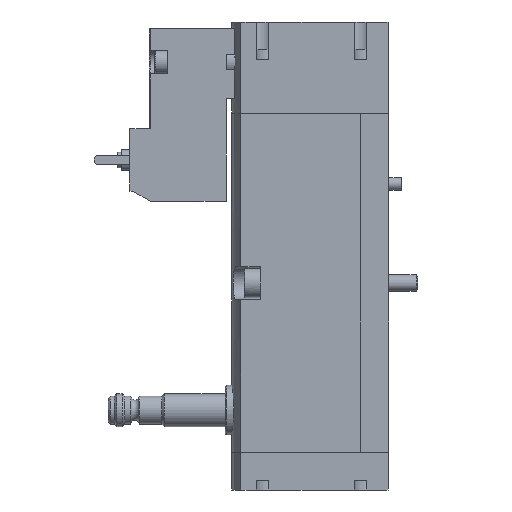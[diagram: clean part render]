
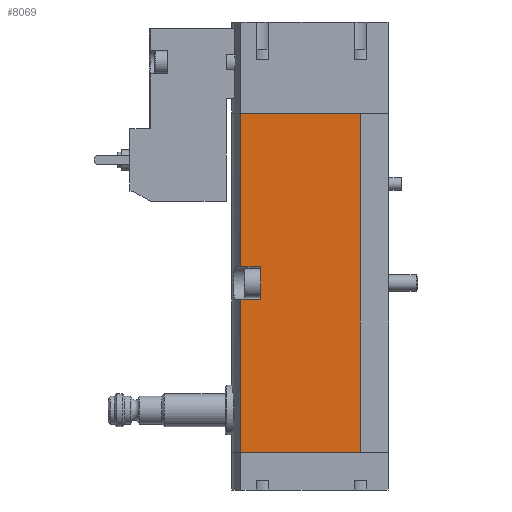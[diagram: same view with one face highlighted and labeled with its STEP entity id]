
A CAD part, left-side view. The second image highlights one B-rep face of the part: STEP entity #8069.
In plain terms, the highlighted planar face has unit normal (-1, 0, 0).
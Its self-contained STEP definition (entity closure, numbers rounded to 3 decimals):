
#108=LINE('',#11242,#575);
#109=LINE('',#11256,#576);
#144=LINE('',#11381,#611);
#145=LINE('',#11383,#612);
#146=LINE('',#11385,#613);
#147=LINE('',#11386,#614);
#148=LINE('',#11388,#615);
#149=LINE('',#11390,#616);
#150=LINE('',#11392,#617);
#151=LINE('',#11394,#618);
#575=VECTOR('',#9374,1000.);
#576=VECTOR('',#9379,1000.);
#611=VECTOR('',#9454,1000.);
#612=VECTOR('',#9455,1000.);
#613=VECTOR('',#9456,1000.);
#614=VECTOR('',#9457,1000.);
#615=VECTOR('',#9458,1000.);
#616=VECTOR('',#9459,1000.);
#617=VECTOR('',#9460,1000.);
#618=VECTOR('',#9461,1000.);
#1380=ORIENTED_EDGE('',*,*,#2967,.T.);
#1381=ORIENTED_EDGE('',*,*,#3024,.T.);
#1382=ORIENTED_EDGE('',*,*,#3025,.F.);
#1383=ORIENTED_EDGE('',*,*,#3026,.F.);
#1384=ORIENTED_EDGE('',*,*,#2971,.T.);
#1385=ORIENTED_EDGE('',*,*,#3027,.F.);
#1386=ORIENTED_EDGE('',*,*,#3028,.F.);
#1387=ORIENTED_EDGE('',*,*,#3029,.F.);
#1388=ORIENTED_EDGE('',*,*,#3030,.F.);
#1389=ORIENTED_EDGE('',*,*,#3031,.F.);
#2967=EDGE_CURVE('',#3792,#3791,#108,.T.);
#2971=EDGE_CURVE('',#3796,#3795,#109,.T.);
#3024=EDGE_CURVE('',#3791,#3840,#144,.T.);
#3025=EDGE_CURVE('',#3841,#3840,#145,.T.);
#3026=EDGE_CURVE('',#3796,#3841,#146,.T.);
#3027=EDGE_CURVE('',#3842,#3795,#147,.T.);
#3028=EDGE_CURVE('',#3843,#3842,#148,.T.);
#3029=EDGE_CURVE('',#3844,#3843,#149,.T.);
#3030=EDGE_CURVE('',#3845,#3844,#150,.T.);
#3031=EDGE_CURVE('',#3792,#3845,#151,.T.);
#3791=VERTEX_POINT('',#11241);
#3792=VERTEX_POINT('',#11243);
#3795=VERTEX_POINT('',#11255);
#3796=VERTEX_POINT('',#11257);
#3840=VERTEX_POINT('',#11382);
#3841=VERTEX_POINT('',#11384);
#3842=VERTEX_POINT('',#11387);
#3843=VERTEX_POINT('',#11389);
#3844=VERTEX_POINT('',#11391);
#3845=VERTEX_POINT('',#11393);
#4579=EDGE_LOOP('',(#1380,#1381,#1382,#1383,#1384,#1385,#1386,#1387,#1388,
#1389));
#5022=FACE_BOUND('',#4579,.T.);
#5449=PLANE('',#8550);
#8069=ADVANCED_FACE('',(#5022),#5449,.F.);
#8550=AXIS2_PLACEMENT_3D('',#11380,#9452,#9453);
#9374=DIRECTION('',(0.,0.,-1.));
#9379=DIRECTION('',(0.,0.,-1.));
#9452=DIRECTION('',(1.,0.,0.));
#9453=DIRECTION('',(0.,0.,-1.));
#9454=DIRECTION('',(0.,-1.,0.));
#9455=DIRECTION('',(0.,0.,-1.));
#9456=DIRECTION('',(0.,-1.,0.));
#9457=DIRECTION('',(0.,1.,0.));
#9458=DIRECTION('',(0.,0.,1.));
#9459=DIRECTION('',(0.,0.,1.));
#9460=DIRECTION('',(0.,0.,1.));
#9461=DIRECTION('',(0.,-1.,0.));
#11241=CARTESIAN_POINT('',(-12.9,35.805,-40.9));
#11242=CARTESIAN_POINT('',(-12.9,35.805,41.));
#11243=CARTESIAN_POINT('',(-12.9,35.805,-4.));
#11255=CARTESIAN_POINT('',(-12.9,35.805,4.));
#11256=CARTESIAN_POINT('',(-12.9,35.805,41.));
#11257=CARTESIAN_POINT('',(-12.9,35.805,41.));
#11380=CARTESIAN_POINT('',(-12.9,35.805,41.));
#11381=CARTESIAN_POINT('',(-12.9,35.805,-40.9));
#11382=CARTESIAN_POINT('',(-12.9,6.85,-40.9));
#11383=CARTESIAN_POINT('',(-12.9,6.85,41.));
#11384=CARTESIAN_POINT('',(-12.9,6.85,41.));
#11385=CARTESIAN_POINT('',(-12.9,35.805,41.));
#11386=CARTESIAN_POINT('',(-12.9,35.805,4.));
#11387=CARTESIAN_POINT('',(-12.9,31.,4.));
#11388=CARTESIAN_POINT('',(-12.9,31.,41.));
#11389=CARTESIAN_POINT('',(-12.9,31.,0.831));
#11390=CARTESIAN_POINT('',(-12.9,31.,41.));
#11391=CARTESIAN_POINT('',(-12.9,31.,-0.831));
#11392=CARTESIAN_POINT('',(-12.9,31.,41.));
#11393=CARTESIAN_POINT('',(-12.9,31.,-4.));
#11394=CARTESIAN_POINT('',(-12.9,35.805,-4.));
